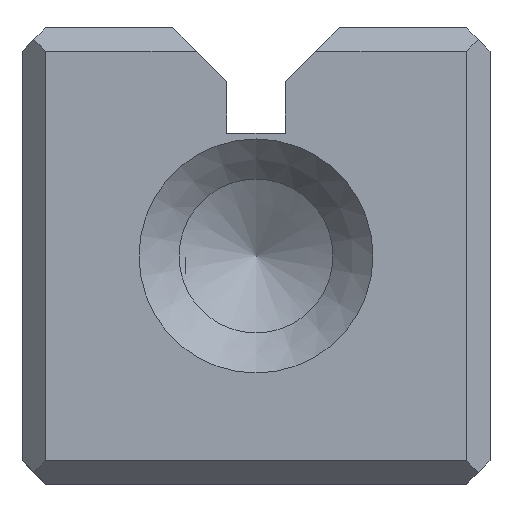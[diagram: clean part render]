
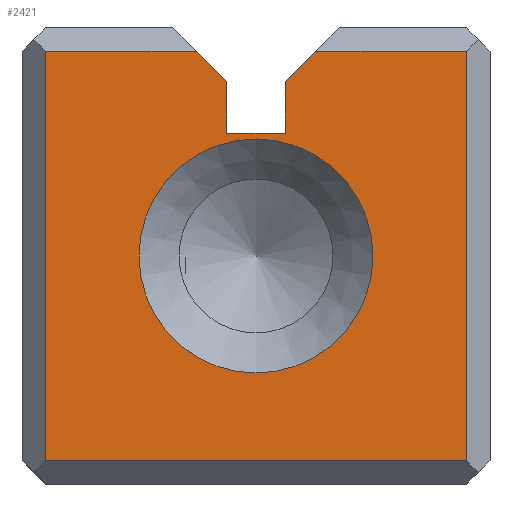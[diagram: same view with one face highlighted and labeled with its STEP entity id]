
A CAD part, front view. The second image highlights one B-rep face of the part: STEP entity #2421.
In plain terms, the highlighted planar face has unit normal (0, -1, 0).
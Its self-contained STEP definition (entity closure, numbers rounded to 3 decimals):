
#2421=ADVANCED_FACE('',(#3199,#3200),#2750,.T.);
#2750=PLANE('',#8101);
#2976=CIRCLE('',#8100,1.);
#3199=FACE_BOUND('',#3279,.T.);
#3200=FACE_BOUND('',#3280,.T.);
#3279=EDGE_LOOP('',(#3869,#3870,#3871,#3872,#3873,#3874,#3875,#3876,#3877,
#3878));
#3280=EDGE_LOOP('',(#3879));
#3869=ORIENTED_EDGE('',*,*,#6159,.T.);
#3870=ORIENTED_EDGE('',*,*,#6160,.F.);
#3871=ORIENTED_EDGE('',*,*,#6161,.F.);
#3872=ORIENTED_EDGE('',*,*,#6162,.F.);
#3873=ORIENTED_EDGE('',*,*,#6163,.T.);
#3874=ORIENTED_EDGE('',*,*,#6164,.T.);
#3875=ORIENTED_EDGE('',*,*,#6165,.T.);
#3876=ORIENTED_EDGE('',*,*,#6166,.T.);
#3877=ORIENTED_EDGE('',*,*,#6167,.T.);
#3878=ORIENTED_EDGE('',*,*,#6168,.F.);
#3879=ORIENTED_EDGE('',*,*,#6169,.T.);
#5581=VERTEX_POINT('',#10245);
#5582=VERTEX_POINT('',#10246);
#5583=VERTEX_POINT('',#10248);
#5584=VERTEX_POINT('',#10250);
#5585=VERTEX_POINT('',#10252);
#5586=VERTEX_POINT('',#10254);
#5587=VERTEX_POINT('',#10256);
#5588=VERTEX_POINT('',#10258);
#5589=VERTEX_POINT('',#10260);
#5590=VERTEX_POINT('',#10262);
#5591=VERTEX_POINT('',#10265);
#6159=EDGE_CURVE('',#5581,#5582,#6937,.T.);
#6160=EDGE_CURVE('',#5583,#5582,#6938,.T.);
#6161=EDGE_CURVE('',#5584,#5583,#6939,.T.);
#6162=EDGE_CURVE('',#5585,#5584,#6940,.T.);
#6163=EDGE_CURVE('',#5585,#5586,#6941,.T.);
#6164=EDGE_CURVE('',#5586,#5587,#6942,.T.);
#6165=EDGE_CURVE('',#5587,#5588,#6943,.T.);
#6166=EDGE_CURVE('',#5588,#5589,#6944,.T.);
#6167=EDGE_CURVE('',#5589,#5590,#6945,.T.);
#6168=EDGE_CURVE('',#5581,#5590,#6946,.T.);
#6169=EDGE_CURVE('',#5591,#5591,#2976,.T.);
#6937=LINE('',#10244,#7597);
#6938=LINE('',#10247,#7598);
#6939=LINE('',#10249,#7599);
#6940=LINE('',#10251,#7600);
#6941=LINE('',#10253,#7601);
#6942=LINE('',#10255,#7602);
#6943=LINE('',#10257,#7603);
#6944=LINE('',#10259,#7604);
#6945=LINE('',#10261,#7605);
#6946=LINE('',#10263,#7606);
#7597=VECTOR('',#8525,1.);
#7598=VECTOR('',#8526,1.);
#7599=VECTOR('',#8527,1.);
#7600=VECTOR('',#8528,1.);
#7601=VECTOR('',#8529,1.);
#7602=VECTOR('',#8530,1.);
#7603=VECTOR('',#8531,1.);
#7604=VECTOR('',#8532,1.);
#7605=VECTOR('',#8533,1.);
#7606=VECTOR('',#8534,1.);
#8100=AXIS2_PLACEMENT_3D('',#10264,#8535,#8536);
#8101=AXIS2_PLACEMENT_3D('',#10266,#8537,#8538);
#8525=DIRECTION('',(0.,0.,-1.));
#8526=DIRECTION('',(1.,0.,0.));
#8527=DIRECTION('',(0.,0.,-1.));
#8528=DIRECTION('',(0.707,0.,-0.707));
#8529=DIRECTION('',(-1.,0.,0.));
#8530=DIRECTION('',(0.,0.,-1.));
#8531=DIRECTION('',(1.,0.,0.));
#8532=DIRECTION('',(0.,0.,1.));
#8533=DIRECTION('',(-1.,0.,0.));
#8534=DIRECTION('',(0.707,0.,0.707));
#8535=DIRECTION('',(0.,1.,0.));
#8536=DIRECTION('',(0.,0.,1.));
#8537=DIRECTION('',(0.,-1.,0.));
#8538=DIRECTION('',(0.,0.,1.));
#10244=CARTESIAN_POINT('',(2.25,0.,3.));
#10245=CARTESIAN_POINT('',(2.25,0.,3.439));
#10246=CARTESIAN_POINT('',(2.25,0.,3.));
#10247=CARTESIAN_POINT('',(1.75,0.,3.));
#10248=CARTESIAN_POINT('',(1.75,0.,3.));
#10249=CARTESIAN_POINT('',(1.75,0.,3.));
#10250=CARTESIAN_POINT('',(1.75,0.,3.439));
#10251=CARTESIAN_POINT('',(1.289,0.,3.9));
#10252=CARTESIAN_POINT('',(1.489,0.,3.7));
#10253=CARTESIAN_POINT('',(2.,0.,3.7));
#10254=CARTESIAN_POINT('',(0.2,0.,3.7));
#10255=CARTESIAN_POINT('',(0.2,0.,0.));
#10256=CARTESIAN_POINT('',(0.2,0.,0.2));
#10257=CARTESIAN_POINT('',(2.,0.,0.2));
#10258=CARTESIAN_POINT('',(3.8,0.,0.2));
#10259=CARTESIAN_POINT('',(3.8,0.,0.));
#10260=CARTESIAN_POINT('',(3.8,0.,3.7));
#10261=CARTESIAN_POINT('',(2.,0.,3.7));
#10262=CARTESIAN_POINT('',(2.511,0.,3.7));
#10263=CARTESIAN_POINT('',(2.,0.,3.189));
#10264=CARTESIAN_POINT('',(2.,0.,1.95));
#10265=CARTESIAN_POINT('',(2.,0.,2.95));
#10266=CARTESIAN_POINT('',(2.,0.,0.));
